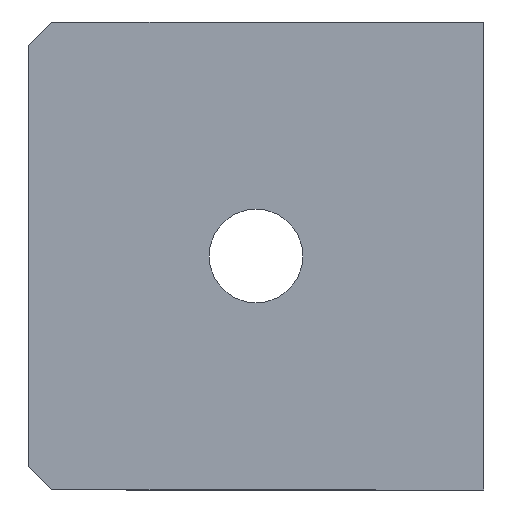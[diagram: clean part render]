
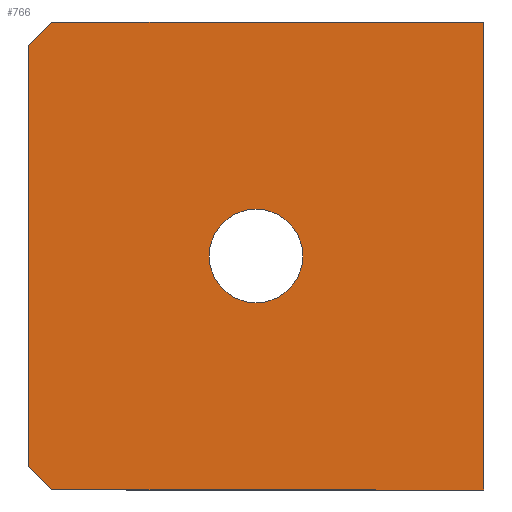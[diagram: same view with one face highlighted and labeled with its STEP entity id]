
A CAD part, front view. The second image highlights one B-rep face of the part: STEP entity #766.
In plain terms, the highlighted planar face has unit normal (0, -1, 0).
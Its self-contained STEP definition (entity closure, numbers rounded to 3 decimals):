
#18 = DIRECTION ( 'NONE',  ( -1., 0., 0. ) ) ;
#20 = CARTESIAN_POINT ( 'NONE',  ( -19.45, 0., -18. ) ) ;
#43 = CIRCLE ( 'NONE', #98, 4. ) ;
#75 = VECTOR ( 'NONE', #794, 1000. ) ;
#89 = DIRECTION ( 'NONE',  ( 1., 0., 0. ) ) ;
#91 = EDGE_CURVE ( 'NONE', #595, #922, #43, .T. ) ;
#98 = AXIS2_PLACEMENT_3D ( 'NONE', #396, #698, #683 ) ;
#128 = FACE_OUTER_BOUND ( 'NONE', #736, .T. ) ;
#139 = ORIENTED_EDGE ( 'NONE', *, *, #414, .T. ) ;
#140 = CARTESIAN_POINT ( 'NONE',  ( 0., 0., 0. ) ) ;
#146 = AXIS2_PLACEMENT_3D ( 'NONE', #140, #925, #208 ) ;
#159 = AXIS2_PLACEMENT_3D ( 'NONE', #665, #883, #18 ) ;
#173 = CARTESIAN_POINT ( 'NONE',  ( -17.45, 0., 20. ) ) ;
#186 = CARTESIAN_POINT ( 'NONE',  ( -17.45, 0., 20. ) ) ;
#208 = DIRECTION ( 'NONE',  ( 0., 0., 1. ) ) ;
#230 = VERTEX_POINT ( 'NONE', #923 ) ;
#243 = LINE ( 'NONE', #173, #918 ) ;
#247 = CARTESIAN_POINT ( 'NONE',  ( -19.45, 0., 18. ) ) ;
#252 = LINE ( 'NONE', #824, #580 ) ;
#255 = ORIENTED_EDGE ( 'NONE', *, *, #583, .F. ) ;
#262 = VECTOR ( 'NONE', #89, 1000. ) ;
#274 = ORIENTED_EDGE ( 'NONE', *, *, #889, .F. ) ;
#292 = VERTEX_POINT ( 'NONE', #738 ) ;
#304 = CARTESIAN_POINT ( 'NONE',  ( 19.45, 0., -20. ) ) ;
#343 = CARTESIAN_POINT ( 'NONE',  ( 19.45, 0., 20. ) ) ;
#357 = ORIENTED_EDGE ( 'NONE', *, *, #725, .F. ) ;
#358 = PLANE ( 'NONE',  #146 ) ;
#383 = LINE ( 'NONE', #20, #791 ) ;
#396 = CARTESIAN_POINT ( 'NONE',  ( 0., 0., 0. ) ) ;
#414 = EDGE_CURVE ( 'NONE', #576, #581, #243, .T. ) ;
#437 = LINE ( 'NONE', #343, #75 ) ;
#487 = ORIENTED_EDGE ( 'NONE', *, *, #884, .T. ) ;
#517 = DIRECTION ( 'NONE',  ( 0., 0., 1. ) ) ;
#518 = CIRCLE ( 'NONE', #159, 4. ) ;
#561 = ORIENTED_EDGE ( 'NONE', *, *, #906, .T. ) ;
#566 = ORIENTED_EDGE ( 'NONE', *, *, #91, .T. ) ;
#576 = VERTEX_POINT ( 'NONE', #186 ) ;
#580 = VECTOR ( 'NONE', #617, 1000. ) ;
#581 = VERTEX_POINT ( 'NONE', #247 ) ;
#583 = EDGE_CURVE ( 'NONE', #852, #230, #252, .T. ) ;
#588 = CARTESIAN_POINT ( 'NONE',  ( 4., 0., 0. ) ) ;
#595 = VERTEX_POINT ( 'NONE', #685 ) ;
#617 = DIRECTION ( 'NONE',  ( -1., 0., 0. ) ) ;
#627 = VECTOR ( 'NONE', #517, 1000. ) ;
#640 = FACE_BOUND ( 'NONE', #734, .T. ) ;
#642 = ORIENTED_EDGE ( 'NONE', *, *, #849, .F. ) ;
#648 = VERTEX_POINT ( 'NONE', #836 ) ;
#663 = CARTESIAN_POINT ( 'NONE',  ( 19.45, 0., 20. ) ) ;
#665 = CARTESIAN_POINT ( 'NONE',  ( 0., 0., 0. ) ) ;
#672 = CARTESIAN_POINT ( 'NONE',  ( -19.45, 0., 20. ) ) ;
#676 = DIRECTION ( 'NONE',  ( 0.707, 0., -0.707 ) ) ;
#683 = DIRECTION ( 'NONE',  ( -1., 0., 0. ) ) ;
#685 = CARTESIAN_POINT ( 'NONE',  ( -4., 0., 0. ) ) ;
#698 = DIRECTION ( 'NONE',  ( 0., 1., 0. ) ) ;
#725 = EDGE_CURVE ( 'NONE', #648, #852, #437, .T. ) ;
#734 = EDGE_LOOP ( 'NONE', ( #566, #561 ) ) ;
#736 = EDGE_LOOP ( 'NONE', ( #642, #487, #255, #357, #274, #139 ) ) ;
#738 = CARTESIAN_POINT ( 'NONE',  ( -19.45, 0., -18. ) ) ;
#740 = LINE ( 'NONE', #672, #627 ) ;
#749 = DIRECTION ( 'NONE',  ( -0.707, 0., -0.707 ) ) ;
#766 = ADVANCED_FACE ( 'NONE', ( #640, #128 ), #358, .F. ) ;
#791 = VECTOR ( 'NONE', #676, 1000. ) ;
#794 = DIRECTION ( 'NONE',  ( 0., 0., -1. ) ) ;
#802 = LINE ( 'NONE', #663, #262 ) ;
#824 = CARTESIAN_POINT ( 'NONE',  ( 19.45, 0., -20. ) ) ;
#836 = CARTESIAN_POINT ( 'NONE',  ( 19.45, 0., 20. ) ) ;
#849 = EDGE_CURVE ( 'NONE', #292, #581, #740, .T. ) ;
#852 = VERTEX_POINT ( 'NONE', #304 ) ;
#883 = DIRECTION ( 'NONE',  ( 0., 1., 0. ) ) ;
#884 = EDGE_CURVE ( 'NONE', #292, #230, #383, .T. ) ;
#889 = EDGE_CURVE ( 'NONE', #576, #648, #802, .T. ) ;
#906 = EDGE_CURVE ( 'NONE', #922, #595, #518, .T. ) ;
#918 = VECTOR ( 'NONE', #749, 1000. ) ;
#922 = VERTEX_POINT ( 'NONE', #588 ) ;
#923 = CARTESIAN_POINT ( 'NONE',  ( -17.45, 0., -20. ) ) ;
#925 = DIRECTION ( 'NONE',  ( 0., 1., 0. ) ) ;
